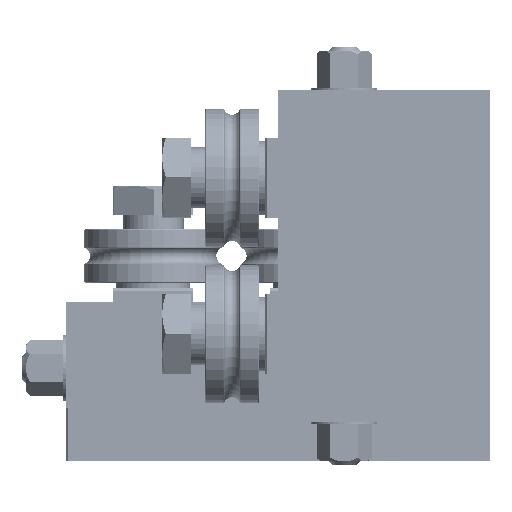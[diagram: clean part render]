
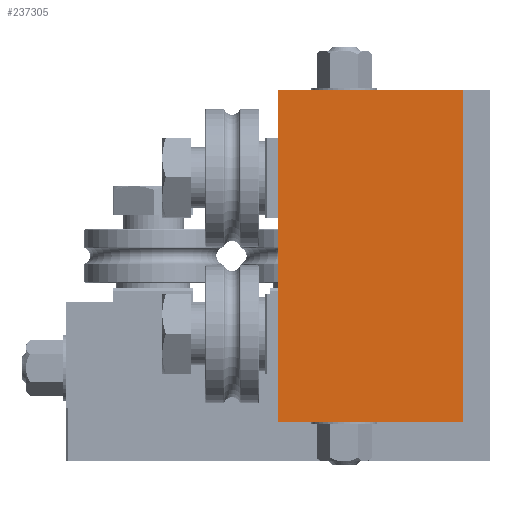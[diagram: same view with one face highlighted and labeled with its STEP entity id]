
A CAD part, left-side view. The second image highlights one B-rep face of the part: STEP entity #237305.
In plain terms, the highlighted planar face has unit normal (-1, 0, 0).
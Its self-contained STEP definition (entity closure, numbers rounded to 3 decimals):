
#10752 = CARTESIAN_POINT ( 'NONE',  ( -466., 30., 139.75 ) ) ;
#34975 = VERTEX_POINT ( 'NONE', #77128 ) ;
#37320 = CARTESIAN_POINT ( 'NONE',  ( -466., 30., 14.75 ) ) ;
#65754 = CARTESIAN_POINT ( 'NONE',  ( -466., 30., 14.75 ) ) ;
#77128 = CARTESIAN_POINT ( 'NONE',  ( -466., 0., 14.75 ) ) ;
#79569 = CARTESIAN_POINT ( 'NONE',  ( -466., 70., 139.75 ) ) ;
#87720 = EDGE_CURVE ( 'NONE', #273025, #267635, #302616, .T. ) ;
#91356 = ORIENTED_EDGE ( 'NONE', *, *, #87720, .T. ) ;
#91447 = CARTESIAN_POINT ( 'NONE',  ( -466., 0., 139.75 ) ) ;
#109629 = ORIENTED_EDGE ( 'NONE', *, *, #166421, .T. ) ;
#141123 = ORIENTED_EDGE ( 'NONE', *, *, #276659, .F. ) ;
#142887 = EDGE_LOOP ( 'NONE', ( #91356, #109629, #141123, #321156 ) ) ;
#151803 = AXIS2_PLACEMENT_3D ( 'NONE', #37320, #319490, #254340 ) ;
#155874 = PLANE ( 'NONE',  #151803 ) ;
#159951 = CARTESIAN_POINT ( 'NONE',  ( -466., 70., 29.75 ) ) ;
#166421 = EDGE_CURVE ( 'NONE', #267635, #243649, #215130, .T. ) ;
#177192 = VECTOR ( 'NONE', #279240, 1000. ) ;
#215130 = LINE ( 'NONE', #159951, #335762 ) ;
#222542 = DIRECTION ( 'NONE',  ( 0., 1., 0. ) ) ;
#237305 = ADVANCED_FACE ( 'NONE', ( #286264 ), #155874, .F. ) ;
#243649 = VERTEX_POINT ( 'NONE', #299845 ) ;
#254340 = DIRECTION ( 'NONE',  ( 0., -1., 0. ) ) ;
#259568 = CARTESIAN_POINT ( 'NONE',  ( -466., 0., 14.75 ) ) ;
#263038 = DIRECTION ( 'NONE',  ( 0., 0., 1. ) ) ;
#267635 = VERTEX_POINT ( 'NONE', #79569 ) ;
#268443 = DIRECTION ( 'NONE',  ( 0., 0., -1. ) ) ;
#273025 = VERTEX_POINT ( 'NONE', #91447 ) ;
#276659 = EDGE_CURVE ( 'NONE', #34975, #243649, #309436, .T. ) ;
#279240 = DIRECTION ( 'NONE',  ( 0., 1., 0. ) ) ;
#286264 = FACE_OUTER_BOUND ( 'NONE', #142887, .T. ) ;
#292975 = VECTOR ( 'NONE', #222542, 1000. ) ;
#299845 = CARTESIAN_POINT ( 'NONE',  ( -466., 70., 14.75 ) ) ;
#300859 = VECTOR ( 'NONE', #263038, 1000. ) ;
#302616 = LINE ( 'NONE', #10752, #292975 ) ;
#309436 = LINE ( 'NONE', #65754, #177192 ) ;
#319490 = DIRECTION ( 'NONE',  ( 1., 0., 0. ) ) ;
#321156 = ORIENTED_EDGE ( 'NONE', *, *, #322841, .T. ) ;
#322841 = EDGE_CURVE ( 'NONE', #34975, #273025, #346630, .T. ) ;
#335762 = VECTOR ( 'NONE', #268443, 1000. ) ;
#346630 = LINE ( 'NONE', #259568, #300859 ) ;
